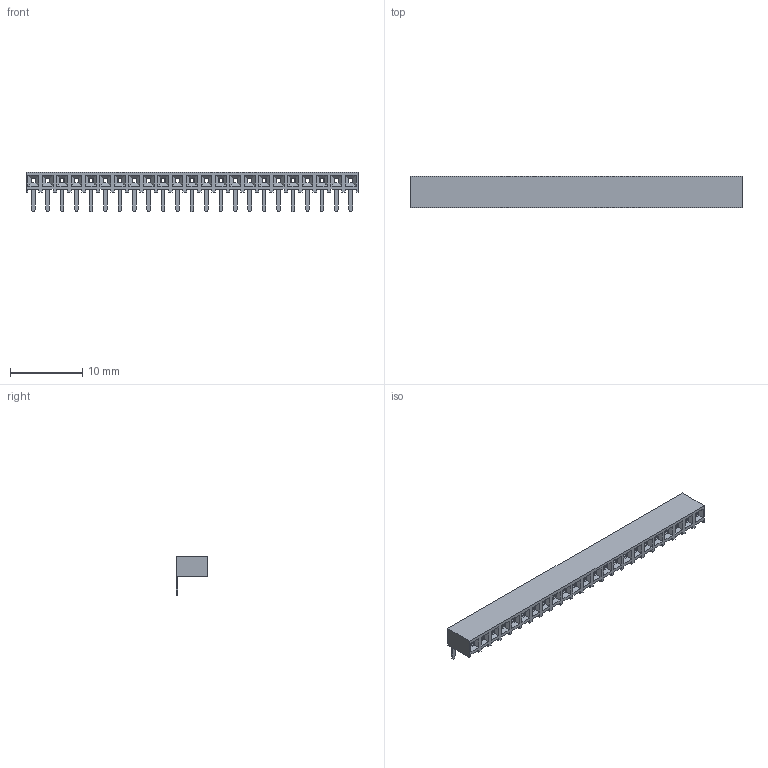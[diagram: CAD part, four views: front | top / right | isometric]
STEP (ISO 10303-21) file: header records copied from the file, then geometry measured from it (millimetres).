
FILE_DESCRIPTION(('STEP AP214'), '1');
FILE_NAME('PBS2-R', '', ('UNSPECIFIED'), ('UNSPECIFIED'), 'ASCON STEP Converter 1.6', 'ASCON Math Kernel', '');
FILE_SCHEMA(('AUTOMOTIVE_DESIGN { 1 0 10303 214 3 1 1}'));
Length unit declared in the file: millimetre
Bounding box: 46 x 4.3 x 5.5 mm (x, y, z)
Volume: 340.7 mm3; surface area: 1909.7 mm2
Topology: 24 solids, 24 shells, 1662 faces, 4566 edges, 2952 vertices
Faces by surface type: plane 1340, cylinder 322
Entity records: 65472 total; most frequent: CARTESIAN_POINT 9181, ORIENTED_EDGE 9132, DIRECTION 8536, EDGE_CURVE 4566, LINE 3922, VECTOR 3922, VERTEX_POINT 2952, AXIS2_PLACEMENT_3D 2307
